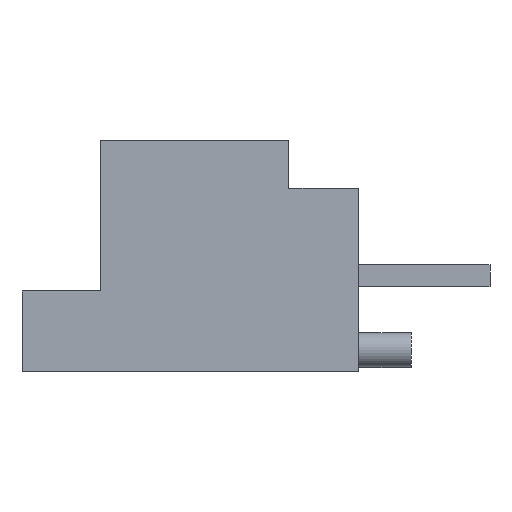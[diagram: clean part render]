
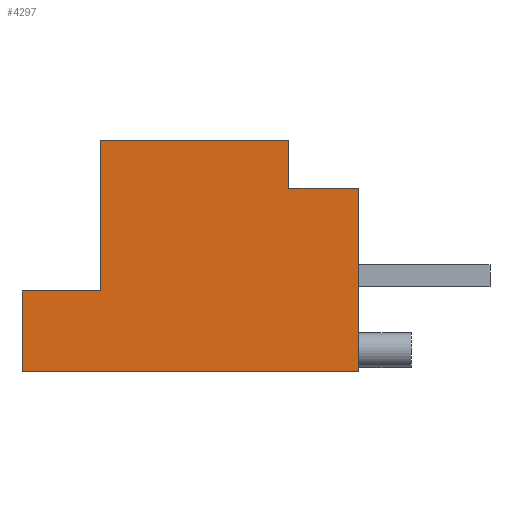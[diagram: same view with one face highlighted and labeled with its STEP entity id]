
A CAD part, left-side view. The second image highlights one B-rep face of the part: STEP entity #4297.
In plain terms, the highlighted planar face has unit normal (-1, 0, 0).
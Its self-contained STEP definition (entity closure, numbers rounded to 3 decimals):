
#18 = VERTEX_POINT ( 'NONE', #1869 ) ;
#19 = ORIENTED_EDGE ( 'NONE', *, *, #49, .F. ) ;
#49 = EDGE_CURVE ( 'NONE', #1754, #18, #1936, .T. ) ;
#50 = ORIENTED_EDGE ( 'NONE', *, *, #1034, .F. ) ;
#51 = ORIENTED_EDGE ( 'NONE', *, *, #4208, .F. ) ;
#340 = CARTESIAN_POINT ( 'NONE',  ( -8., -2.25, 3.1 ) ) ;
#392 = CARTESIAN_POINT ( 'NONE',  ( -8., 3.85, -2.2 ) ) ;
#547 = CARTESIAN_POINT ( 'NONE',  ( -8., 3.85, -0.35 ) ) ;
#548 = DIRECTION ( 'NONE',  ( 0., 0., -1. ) ) ;
#549 = VECTOR ( 'NONE', #548, 1000. ) ;
#550 = CARTESIAN_POINT ( 'NONE',  ( -8., 3.85, 3.1 ) ) ;
#551 = LINE ( 'NONE', #550, #549 ) ;
#674 = DIRECTION ( 'NONE',  ( 0., 0., 1. ) ) ;
#675 = VECTOR ( 'NONE', #674, 1000. ) ;
#677 = CARTESIAN_POINT ( 'NONE',  ( -8., 2.05, 3.1 ) ) ;
#678 = LINE ( 'NONE', #677, #675 ) ;
#679 = CARTESIAN_POINT ( 'NONE',  ( -8., 2.05, -0.35 ) ) ;
#686 = DIRECTION ( 'NONE',  ( 0., -1., 0. ) ) ;
#687 = VECTOR ( 'NONE', #686, 1000. ) ;
#688 = CARTESIAN_POINT ( 'NONE',  ( -8., 2.05, -0.35 ) ) ;
#689 = LINE ( 'NONE', #688, #687 ) ;
#746 = DIRECTION ( 'NONE',  ( 0., -1., 0. ) ) ;
#747 = VECTOR ( 'NONE', #746, 1000. ) ;
#748 = CARTESIAN_POINT ( 'NONE',  ( -8., -3.85, -2.2 ) ) ;
#749 = LINE ( 'NONE', #748, #747 ) ;
#797 = DIRECTION ( 'NONE',  ( 1., 0., 0. ) ) ;
#798 = CARTESIAN_POINT ( 'NONE',  ( -8., -3.85, 3.1 ) ) ;
#799 = AXIS2_PLACEMENT_3D ( 'NONE', #798, #797, #850 ) ;
#800 = PLANE ( 'NONE',  #799 ) ;
#801 = FACE_OUTER_BOUND ( 'NONE', #4296, .T. ) ;
#846 = DIRECTION ( 'NONE',  ( 0., -1., 0. ) ) ;
#847 = VECTOR ( 'NONE', #846, 1000. ) ;
#848 = CARTESIAN_POINT ( 'NONE',  ( -8., -2.25, 2. ) ) ;
#849 = LINE ( 'NONE', #848, #847 ) ;
#850 = DIRECTION ( 'NONE',  ( 0., 0., -1. ) ) ;
#983 = EDGE_CURVE ( 'NONE', #996, #1009, #2141, .T. ) ;
#996 = VERTEX_POINT ( 'NONE', #2177 ) ;
#1009 = VERTEX_POINT ( 'NONE', #2156 ) ;
#1032 = VERTEX_POINT ( 'NONE', #2248 ) ;
#1034 = EDGE_CURVE ( 'NONE', #1032, #1754, #2247, .T. ) ;
#1754 = VERTEX_POINT ( 'NONE', #340 ) ;
#1779 = VERTEX_POINT ( 'NONE', #392 ) ;
#1855 = EDGE_CURVE ( 'NONE', #1856, #1779, #551, .T. ) ;
#1856 = VERTEX_POINT ( 'NONE', #547 ) ;
#1869 = CARTESIAN_POINT ( 'NONE',  ( -8., -2.25, 2. ) ) ;
#1933 = DIRECTION ( 'NONE',  ( 0., 0., -1. ) ) ;
#1934 = VECTOR ( 'NONE', #1933, 1000. ) ;
#1935 = CARTESIAN_POINT ( 'NONE',  ( -8., -2.25, 3.1 ) ) ;
#1936 = LINE ( 'NONE', #1935, #1934 ) ;
#2138 = DIRECTION ( 'NONE',  ( 0., 0., -1. ) ) ;
#2139 = VECTOR ( 'NONE', #2138, 1000. ) ;
#2140 = CARTESIAN_POINT ( 'NONE',  ( -8., -3.85, 3.1 ) ) ;
#2141 = LINE ( 'NONE', #2140, #2139 ) ;
#2156 = CARTESIAN_POINT ( 'NONE',  ( -8., -3.85, -2.2 ) ) ;
#2177 = CARTESIAN_POINT ( 'NONE',  ( -8., -3.85, 2. ) ) ;
#2244 = DIRECTION ( 'NONE',  ( 0., -1., 0. ) ) ;
#2245 = VECTOR ( 'NONE', #2244, 1000. ) ;
#2246 = CARTESIAN_POINT ( 'NONE',  ( -8., -3.85, 3.1 ) ) ;
#2247 = LINE ( 'NONE', #2246, #2245 ) ;
#2248 = CARTESIAN_POINT ( 'NONE',  ( -8., 2.05, 3.1 ) ) ;
#4201 = EDGE_CURVE ( 'NONE', #1856, #4205, #689, .T. ) ;
#4205 = VERTEX_POINT ( 'NONE', #679 ) ;
#4208 = EDGE_CURVE ( 'NONE', #4205, #1032, #678, .T. ) ;
#4251 = EDGE_CURVE ( 'NONE', #1779, #1009, #749, .T. ) ;
#4253 = ORIENTED_EDGE ( 'NONE', *, *, #4251, .T. ) ;
#4255 = ORIENTED_EDGE ( 'NONE', *, *, #1855, .T. ) ;
#4256 = ORIENTED_EDGE ( 'NONE', *, *, #4201, .F. ) ;
#4294 = ORIENTED_EDGE ( 'NONE', *, *, #983, .F. ) ;
#4295 = ORIENTED_EDGE ( 'NONE', *, *, #4298, .F. ) ;
#4296 = EDGE_LOOP ( 'NONE', ( #4294, #4295, #19, #50, #51, #4256, #4255, #4253 ) ) ;
#4297 = ADVANCED_FACE ( 'NONE', ( #801 ), #800, .F. ) ;
#4298 = EDGE_CURVE ( 'NONE', #18, #996, #849, .T. ) ;
